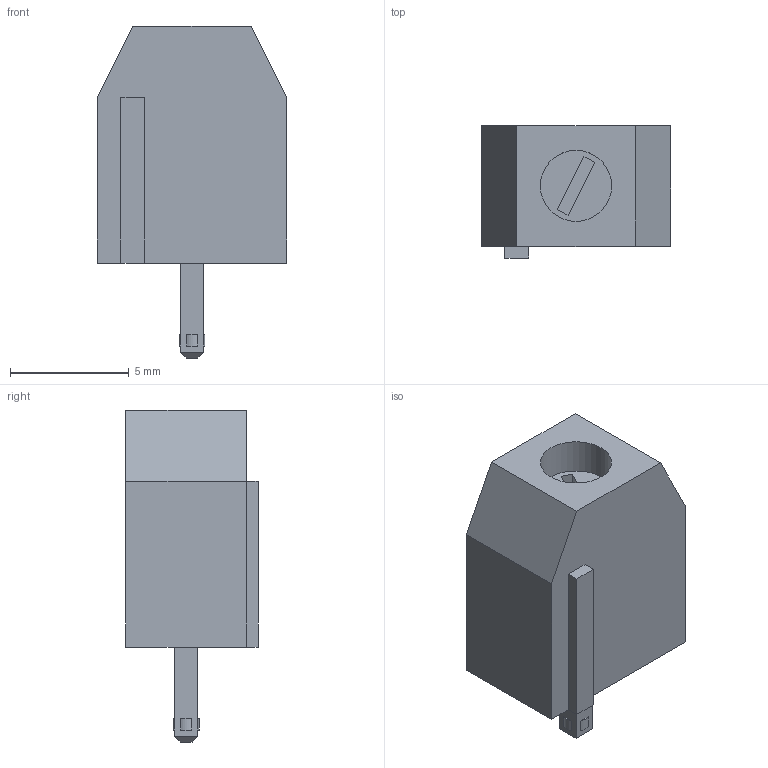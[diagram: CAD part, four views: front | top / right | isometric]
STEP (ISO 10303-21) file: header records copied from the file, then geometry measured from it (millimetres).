
FILE_DESCRIPTION(/* description */ (''),/* implementation_level */ '2;1');
FILE_NAME(/* name */ 'Schraubklemme_Blau_300V_16A.stp',/* time_stamp */ '2017-10-27T00:49:31+02:00',/* author */ ('Alex'),/* organization */ (''),/* preprocessor_version */ 'ST-DEVELOPER v16.5',/* originating_system */ 'Autodesk Inventor 2017',/* authorisation */ '');
FILE_SCHEMA (('AUTOMOTIVE_DESIGN { 1 0 10303 214 3 1 1 }'));
Length unit declared in the file: millimetre
Products named in the file (1): Schraubklemme_Blau_300V_16A
Bounding box: 8 x 5.58 x 14 mm (x, y, z)
Volume: 330.3 mm3; surface area: 437.2 mm2
Topology: 1 solids, 1 shells, 57 faces, 134 edges, 88 vertices
Faces by surface type: plane 51, cylinder 6
Full cylindrical faces by diameter (mm): 3 x1
Entity records: 1670 total; most frequent: CARTESIAN_POINT 279, ORIENTED_EDGE 266, DIRECTION 261, EDGE_CURVE 133, LINE 121, VECTOR 121, VERTEX_POINT 88, AXIS2_PLACEMENT_3D 70
